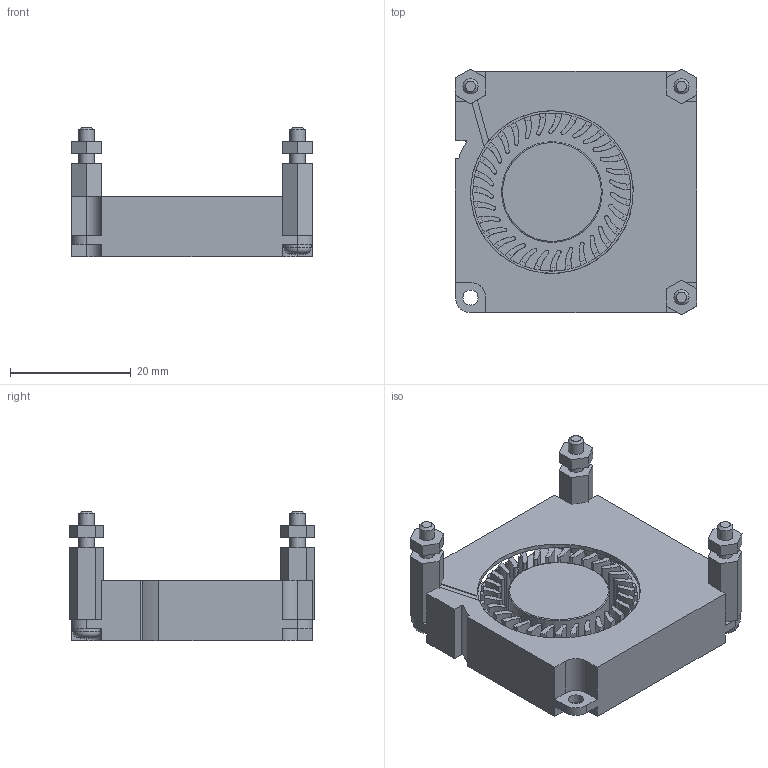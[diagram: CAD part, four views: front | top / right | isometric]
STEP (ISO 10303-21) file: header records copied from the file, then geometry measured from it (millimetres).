
FILE_DESCRIPTION(('FreeCAD Model'),'2;1');
FILE_NAME('Open CASCADE Shape Model','2024-10-06T09:40:39',(''),(''), 'Open CASCADE STEP processor 7.6','FreeCAD','Unknown');
FILE_SCHEMA(('AUTOMOTIVE_DESIGN { 1 0 10303 214 1 1 1 1 }'));
Length unit declared in the file: millimetre
Products named in the file (15): Unnamed2; blower_fan_3; blowerFan_40mm_v2; Standoff001; Body; Body001; Body002; Standoff002; Body003; Body004; Body005; Standoff003; Body006; Body007; Body008
Assembly tree (14 placements, depth 3):
  Unnamed2
    blower_fan_3
      blowerFan_40mm_v2
    Standoff001
      Body
      Body001
      Body002
    Standoff002
      Body003
      Body004
      Body005
    Standoff003
      Body006
      Body007
      Body008
Bounding box: 40 x 40.77 x 21.5 mm (x, y, z)
Volume: 7089.2 mm3; surface area: 12240.5 mm2
Topology: 10 solids, 10 shells, 442 faces, 1200 edges, 795 vertices
Faces by surface type: plane 225, cylinder 192, cone 12, torus 7, sphere 6
Full cylindrical faces by diameter (mm): 2.5 x13, 16.7 x1, 25 x1, 26.2 x1, 27 x1
Entity records: 31782 total; most frequent: CARTESIAN_POINT 7362, DIRECTION 4792, LINE 2408, VECTOR 2408, ORIENTED_EDGE 2400, PCURVE 2400, DEFINITIONAL_REPRESENTATION 2400, EDGE_CURVE 1200
